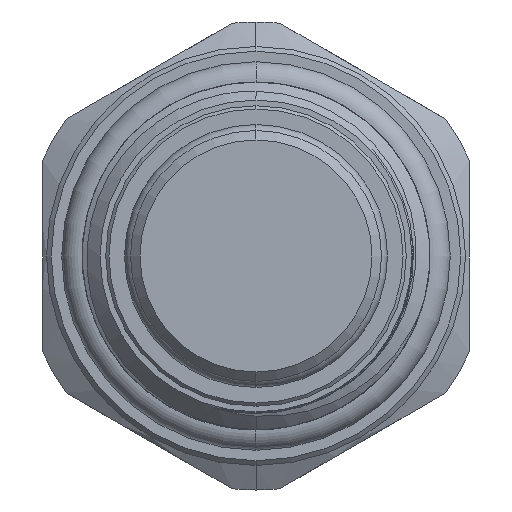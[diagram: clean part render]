
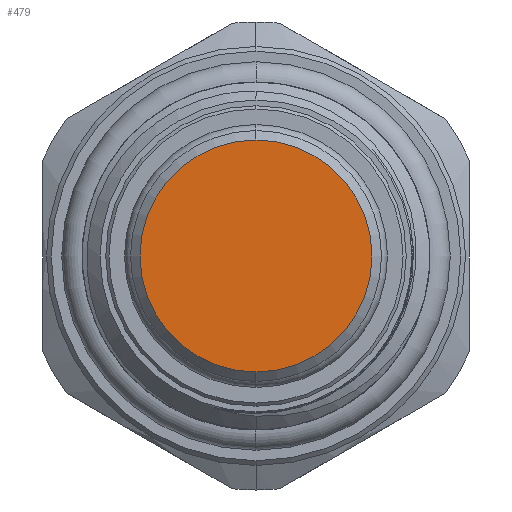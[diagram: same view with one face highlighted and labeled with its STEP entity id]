
A CAD part, left-side view. The second image highlights one B-rep face of the part: STEP entity #479.
In plain terms, the highlighted planar face has unit normal (-1, 0, 0).
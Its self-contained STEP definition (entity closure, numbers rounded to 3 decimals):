
#479 = ADVANCED_FACE ( 'NONE', ( #11406 ), #15219, .F. ) ;
#1326 = EDGE_CURVE ( 'NONE', #5396, #5412, #16691, .T. ) ;
#5199 = EDGE_LOOP ( 'NONE', ( #10745, #10747 ) ) ;
#5396 = VERTEX_POINT ( 'NONE', #26617 ) ;
#5412 = VERTEX_POINT ( 'NONE', #26633 ) ;
#8342 = EDGE_CURVE ( 'NONE', #5412, #5396, #22352, .T. ) ;
#10745 = ORIENTED_EDGE ( 'NONE', *, *, #1326, .F. ) ;
#10747 = ORIENTED_EDGE ( 'NONE', *, *, #8342, .F. ) ;
#11406 = FACE_OUTER_BOUND ( 'NONE', #5199, .T. ) ;
#12018 = AXIS2_PLACEMENT_3D ( 'NONE', #15217, #15222, #15223 ) ;
#12280 = AXIS2_PLACEMENT_3D ( 'NONE', #19696, #19697, #19698 ) ;
#12664 = AXIS2_PLACEMENT_3D ( 'NONE', #28206, #28207, #28208 ) ;
#15217 = CARTESIAN_POINT ( 'NONE',  ( -21.05, 7.335, 0. ) ) ;
#15219 = PLANE ( 'NONE',  #12018 ) ;
#15222 = DIRECTION ( 'NONE',  ( 1., 0., 0. ) ) ;
#15223 = DIRECTION ( 'NONE',  ( 0., 0., -1. ) ) ;
#16691 = CIRCLE ( 'NONE', #12280, 7.335 ) ;
#19696 = CARTESIAN_POINT ( 'NONE',  ( -21.05, 0., 0. ) ) ;
#19697 = DIRECTION ( 'NONE',  ( 1., 0., 0. ) ) ;
#19698 = DIRECTION ( 'NONE',  ( 0., 0., -1. ) ) ;
#22352 = CIRCLE ( 'NONE', #12664, 7.335 ) ;
#26617 = CARTESIAN_POINT ( 'NONE',  ( -21.05, 0., -7.335 ) ) ;
#26633 = CARTESIAN_POINT ( 'NONE',  ( -21.05, 0., 7.335 ) ) ;
#28206 = CARTESIAN_POINT ( 'NONE',  ( -21.05, 0., 0. ) ) ;
#28207 = DIRECTION ( 'NONE',  ( 1., 0., 0. ) ) ;
#28208 = DIRECTION ( 'NONE',  ( 0., 0., -1. ) ) ;
